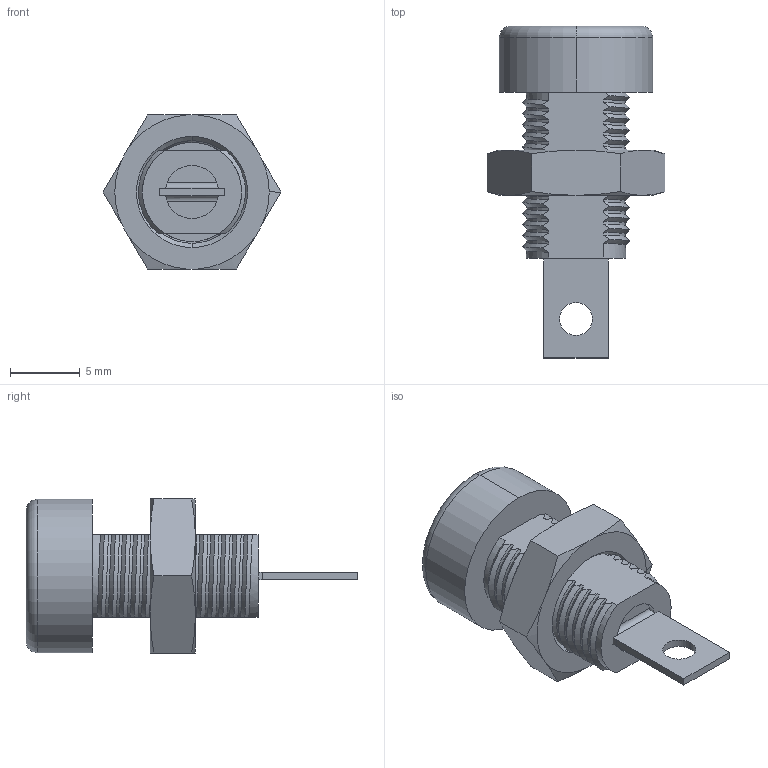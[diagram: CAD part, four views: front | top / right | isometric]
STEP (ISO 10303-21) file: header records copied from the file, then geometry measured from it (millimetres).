
FILE_DESCRIPTION (( 'STEP AP214' ), '1' );
FILE_NAME ('6091.STEP', '2007-12-10T17:22:18', ( 'Richard Maletta' ), ( '' ), 'SwSTEP 2.0', 'SolidWorks 2007', '' );
FILE_SCHEMA (( 'AUTOMOTIVE_DESIGN' ));
Length unit declared in the file: millimetre
Products named in the file (1): 6091
Bounding box: 12.76 x 23.8 x 11.05 mm (x, y, z)
Volume: 851.5 mm3; surface area: 1724.2 mm2
Topology: 3 solids, 3 shells, 161 faces, 434 edges, 282 vertices
Faces by surface type: bspline 58, cylinder 52, plane 29, cone 20, torus 2
Entity records: 28005 total; most frequent: CARTESIAN_POINT 22876, ORIENTED_EDGE 868, DIRECTION 472, EDGE_CURVE 434, VERTEX_POINT 282, EDGE_LOOP 170, AXIS2_PLACEMENT_3D 168, UNCERTAINTY_MEASURE_WITH_UNIT 165
